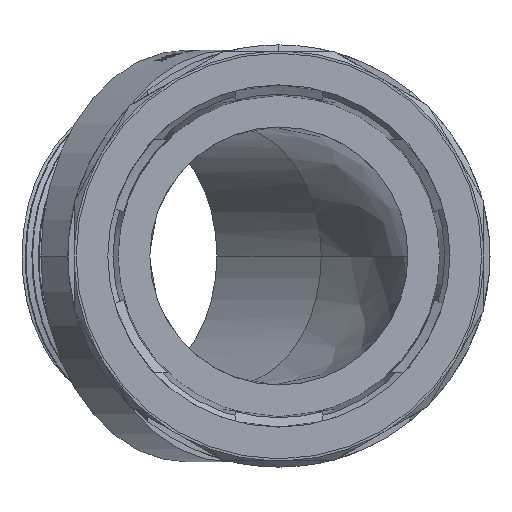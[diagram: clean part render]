
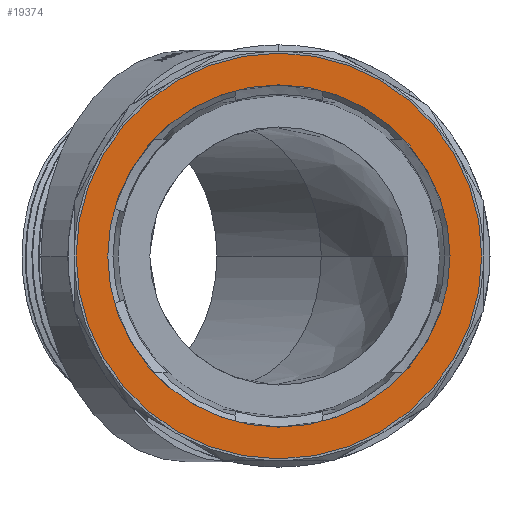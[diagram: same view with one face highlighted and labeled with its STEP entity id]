
A CAD part, front view. The second image highlights one B-rep face of the part: STEP entity #19374.
In plain terms, the highlighted planar face has unit normal (0, -1, 0).
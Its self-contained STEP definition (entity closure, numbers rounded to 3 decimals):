
#17668 = EDGE_CURVE ( 'NONE', #17670, #17672, #38696, .T. ) ;
#17670 = VERTEX_POINT ( 'NONE', #38687 ) ;
#17672 = VERTEX_POINT ( 'NONE', #38685 ) ;
#18104 = EDGE_CURVE ( 'NONE', #18105, #18106, #40357, .T. ) ;
#18105 = VERTEX_POINT ( 'NONE', #40478 ) ;
#18106 = VERTEX_POINT ( 'NONE', #40476 ) ;
#18129 = EDGE_CURVE ( 'NONE', #18106, #18105, #40530, .T. ) ;
#19360 = EDGE_CURVE ( 'NONE', #17672, #17670, #138928, .T. ) ;
#19374 = ADVANCED_FACE ( 'NONE', ( #138953, #138950 ), #138945, .F. ) ;
#19379 = EDGE_LOOP ( 'NONE', ( #19385, #19387 ) ) ;
#19385 = ORIENTED_EDGE ( 'NONE', *, *, #17668, .F. ) ;
#19387 = ORIENTED_EDGE ( 'NONE', *, *, #19360, .F. ) ;
#19392 = EDGE_LOOP ( 'NONE', ( #19396, #19474 ) ) ;
#19396 = ORIENTED_EDGE ( 'NONE', *, *, #18129, .T. ) ;
#19474 = ORIENTED_EDGE ( 'NONE', *, *, #18104, .T. ) ;
#38685 = CARTESIAN_POINT ( 'NONE',  ( 33., -6.227, 0. ) ) ;
#38687 = CARTESIAN_POINT ( 'NONE',  ( -33., -6.227, 0. ) ) ;
#38690 = DIRECTION ( 'NONE',  ( -1., 0., 0. ) ) ;
#38692 = DIRECTION ( 'NONE',  ( 0., 1., 0. ) ) ;
#38693 = CARTESIAN_POINT ( 'NONE',  ( 0., -6.227, 0. ) ) ;
#38695 = AXIS2_PLACEMENT_3D ( 'NONE', #38693, #38692, #38690 ) ;
#38696 = CIRCLE ( 'NONE', #38695, 33. ) ;
#40357 = CIRCLE ( 'NONE', #40486, 27.85 ) ;
#40476 = CARTESIAN_POINT ( 'NONE',  ( -27.85, -6.227, 0. ) ) ;
#40478 = CARTESIAN_POINT ( 'NONE',  ( 27.85, -6.227, 0. ) ) ;
#40481 = DIRECTION ( 'NONE',  ( -1., 0., 0. ) ) ;
#40483 = DIRECTION ( 'NONE',  ( 0., 1., 0. ) ) ;
#40485 = CARTESIAN_POINT ( 'NONE',  ( 0., -6.227, 0. ) ) ;
#40486 = AXIS2_PLACEMENT_3D ( 'NONE', #40485, #40483, #40481 ) ;
#40524 = DIRECTION ( 'NONE',  ( -1., 0., 0. ) ) ;
#40526 = DIRECTION ( 'NONE',  ( 0., 1., 0. ) ) ;
#40527 = CARTESIAN_POINT ( 'NONE',  ( 0., -6.227, 0. ) ) ;
#40529 = AXIS2_PLACEMENT_3D ( 'NONE', #40527, #40526, #40524 ) ;
#40530 = CIRCLE ( 'NONE', #40529, 27.85 ) ;
#138925 = DIRECTION ( 'NONE',  ( -1., 0., 0. ) ) ;
#138926 = DIRECTION ( 'NONE',  ( 0., 1., 0. ) ) ;
#138927 = AXIS2_PLACEMENT_3D ( 'NONE', #138933, #138926, #138925 ) ;
#138928 = CIRCLE ( 'NONE', #138927, 33. ) ;
#138933 = CARTESIAN_POINT ( 'NONE',  ( 0., -6.227, 0. ) ) ;
#138941 = DIRECTION ( 'NONE',  ( -1., 0., 0. ) ) ;
#138942 = DIRECTION ( 'NONE',  ( 0., 1., 0. ) ) ;
#138943 = CARTESIAN_POINT ( 'NONE',  ( 33., -6.227, 0. ) ) ;
#138944 = AXIS2_PLACEMENT_3D ( 'NONE', #138943, #138942, #138941 ) ;
#138945 = PLANE ( 'NONE',  #138944 ) ;
#138950 = FACE_BOUND ( 'NONE', #19392, .T. ) ;
#138953 = FACE_OUTER_BOUND ( 'NONE', #19379, .T. ) ;
